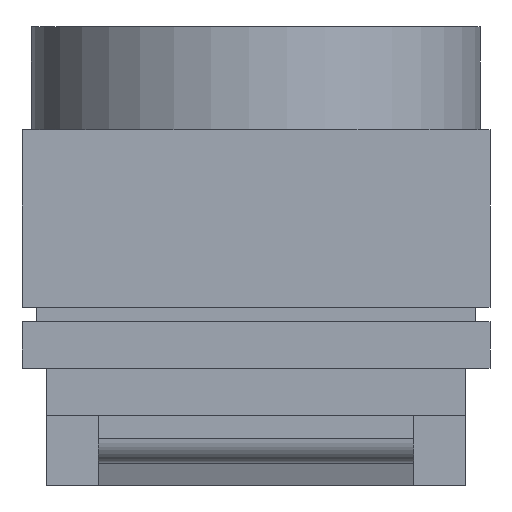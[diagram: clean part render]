
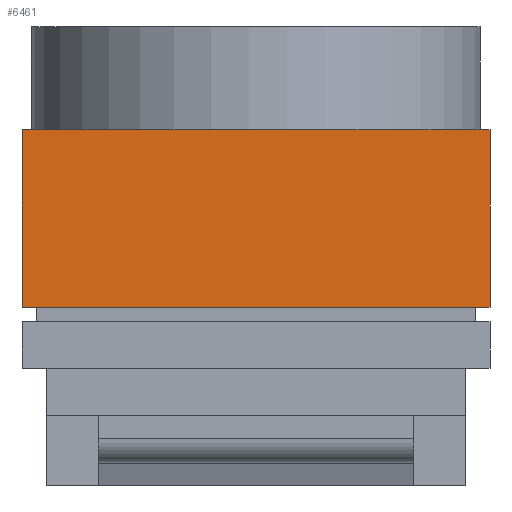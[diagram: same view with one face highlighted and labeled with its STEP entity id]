
A CAD part, left-side view. The second image highlights one B-rep face of the part: STEP entity #6461.
In plain terms, the highlighted planar face has unit normal (-1, 0, 0).
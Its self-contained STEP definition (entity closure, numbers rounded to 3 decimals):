
#728=ORIENTED_EDGE('',*,*,#2009,.F.);
#729=ORIENTED_EDGE('',*,*,#2010,.T.);
#730=ORIENTED_EDGE('',*,*,#2007,.T.);
#731=ORIENTED_EDGE('',*,*,#2011,.F.);
#2007=EDGE_CURVE('',#2648,#2647,#3036,.T.);
#2009=EDGE_CURVE('',#2649,#2650,#3038,.T.);
#2010=EDGE_CURVE('',#2649,#2648,#3039,.T.);
#2011=EDGE_CURVE('',#2650,#2647,#3040,.T.);
#2647=VERTEX_POINT('',#8883);
#2648=VERTEX_POINT('',#8885);
#2649=VERTEX_POINT('',#8889);
#2650=VERTEX_POINT('',#8890);
#3036=LINE('',#8884,#3453);
#3038=LINE('',#8888,#3455);
#3039=LINE('',#8891,#3456);
#3040=LINE('',#8892,#3457);
#3453=VECTOR('',#7209,1000.);
#3455=VECTOR('',#7213,1000.);
#3456=VECTOR('',#7214,1000.);
#3457=VECTOR('',#7215,1000.);
#3758=EDGE_LOOP('',(#728,#729,#730,#731));
#4067=FACE_BOUND('',#3758,.T.);
#4352=PLANE('',#6743);
#6461=ADVANCED_FACE('',(#4067),#4352,.F.);
#6743=AXIS2_PLACEMENT_3D('',#8887,#7211,#7212);
#7209=DIRECTION('',(0.,-1.,0.));
#7211=DIRECTION('',(1.,0.,0.));
#7212=DIRECTION('',(0.,0.,-1.));
#7213=DIRECTION('',(0.,-1.,0.));
#7214=DIRECTION('',(0.,0.,-1.));
#7215=DIRECTION('',(0.,0.,-1.));
#8883=CARTESIAN_POINT('',(-5.,-5.,0.));
#8884=CARTESIAN_POINT('',(-5.,5.,0.));
#8885=CARTESIAN_POINT('',(-5.,5.,0.));
#8887=CARTESIAN_POINT('',(-5.,5.,6.));
#8888=CARTESIAN_POINT('',(-5.,5.,3.8));
#8889=CARTESIAN_POINT('',(-5.,5.,3.8));
#8890=CARTESIAN_POINT('',(-5.,-5.,3.8));
#8891=CARTESIAN_POINT('',(-5.,5.,6.));
#8892=CARTESIAN_POINT('',(-5.,-5.,6.));
